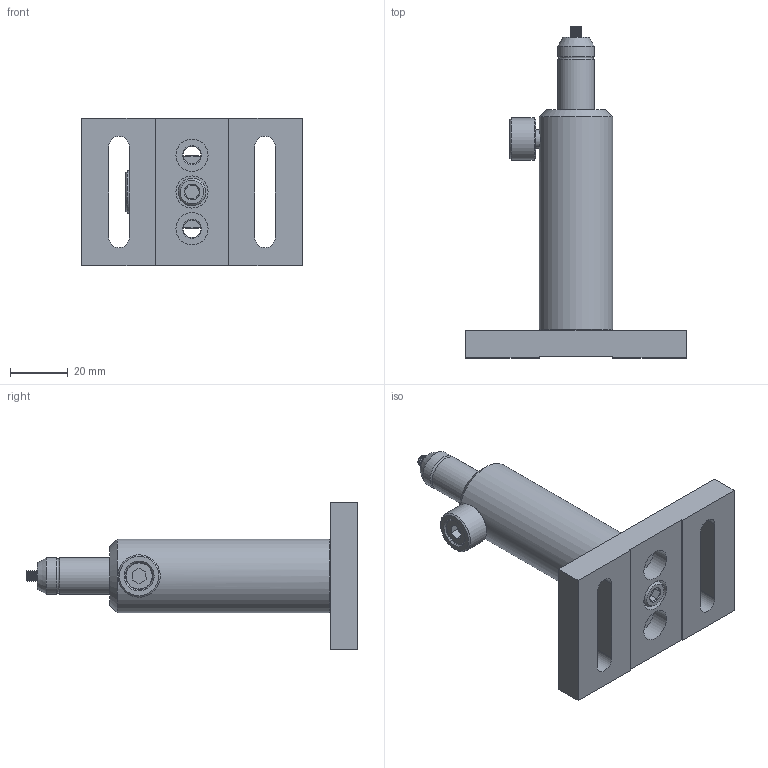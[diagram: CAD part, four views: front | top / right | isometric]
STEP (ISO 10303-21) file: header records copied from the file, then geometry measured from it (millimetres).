
FILE_DESCRIPTION (( 'STEP AP214' ), '1' );
FILE_NAME ('SK-10323 Stand-S-233-M (205659).STEP', '2022-10-24T18:39:55', ( '' ), ( '' ), 'SwSTEP 2.0', 'SolidWorks 2020', '' );
FILE_SCHEMA (( 'AUTOMOTIVE_DESIGN' ));
Length unit declared in the file: millimetre
Products named in the file (11): SK-10323 Stand-S-233-M (205659); 7561_91251A537; SS6MS12-Solidworks; BOUTON MOLETÉ; 100064; vis chh 1 _4-20X9.51; 140-107188A BASE 2X3 MET_IMP; SS4MS10-Solidworks; 140-107189- TIGE (3 POUCES) MÉTRIQUE; Assemblage_Post_M4_M6
Assembly tree (10 placements, depth 3):
  SK-10323 Stand-S-233-M (205659)
    140-107188A BASE 2X3 MET_IMP
    100064
      100064
      BOUTON MOLETÉ
      vis chh 1 _4-20X9.51
    Assemblage_Post_M4_M6
      140-107189- TIGE (3 POUCES) MÉTRIQUE
      SS6MS12-Solidworks
      SS4MS10-Solidworks
    7561_91251A537
Bounding box: 76.2 x 114.59 x 50.8 mm (x, y, z)
Volume: 70568.9 mm3; surface area: 27397.8 mm2
Topology: 8 solids, 8 shells, 144 faces, 328 edges, 208 vertices
Faces by surface type: plane 72, cone 33, cylinder 29, bspline 6, torus 4
Full cylindrical faces by diameter (mm): 3.3 x1, 5 x1, 5.105 x2, 6.35 x3, 6.528 x3, 6.756 x1, 9.347 x1, 9.4 x1, 9.525 x1, 11.112 x3, 12.675 x3, 12.725 x1, 14.605 x1, 25.4 x1
Entity records: 8697 total; most frequent: CARTESIAN_POINT 4839, DIRECTION 606, ORIENTED_EDGE 520, EDGE_CURVE 260, AXIS2_PLACEMENT_3D 250, EDGE_LOOP 220, VERTEX_POINT 192, FACE_OUTER_BOUND 171
